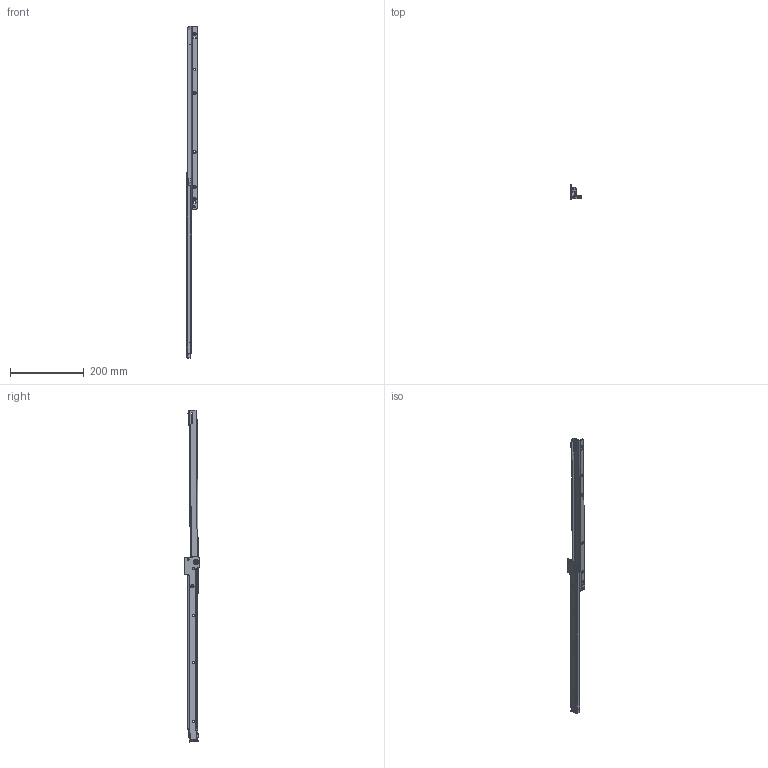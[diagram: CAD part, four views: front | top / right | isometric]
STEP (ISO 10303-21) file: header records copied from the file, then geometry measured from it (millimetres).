
FILE_DESCRIPTION (( 'STEP AP214' ), '1' );
FILE_NAME ('FR_2071.0500mm_20inch_open_left.STEP', '2022-11-15T08:49:17', ( '' ), ( '' ), 'SwSTEP 2.0', 'SolidWorks 2020', '' );
FILE_SCHEMA (( 'AUTOMOTIVE_DESIGN' ));
Length unit declared in the file: millimetre
Products named in the file (6): 2071.XXX-01.0000.li_NL  500; AG-020; 2071.XXX-03.0000.li_NL  500; FR_2071.0500mm_20inch_open_left
Assembly tree (5 placements, depth 3):
  FR_2071.0500mm_20inch_open_left
    2071.XXX-01.0000.li_NL  500
      2071.XXX-01.0000.li_NL  500
      AG-020
    2071.XXX-03.0000.li_NL  500
      2071.XXX-03.0000.li_NL  500
Bounding box: 28.85 x 39.5 x 903.32 mm (x, y, z)
Volume: 85388.3 mm3; surface area: 90479.3 mm2
Topology: 3 solids, 3 shells, 366 faces, 979 edges, 612 vertices
Faces by surface type: plane 133, cylinder 130, torus 46, cone 38, bspline 19
Entity records: 12710 total; most frequent: CARTESIAN_POINT 3315, ORIENTED_EDGE 1956, DIRECTION 1956, EDGE_CURVE 978, AXIS2_PLACEMENT_3D 747, VERTEX_POINT 612, VECTOR 462, LINE 462
